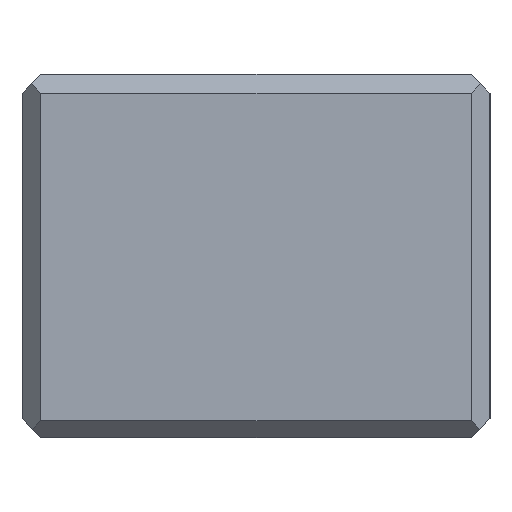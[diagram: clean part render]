
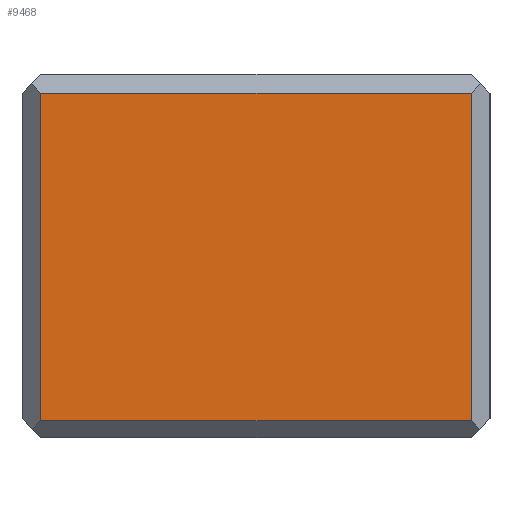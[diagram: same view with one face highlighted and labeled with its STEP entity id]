
A CAD part, left-side view. The second image highlights one B-rep face of the part: STEP entity #9468.
In plain terms, the highlighted planar face has unit normal (-1, 0, 0).
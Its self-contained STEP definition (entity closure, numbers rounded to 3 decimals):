
#609 = CARTESIAN_POINT ( 'NONE',  ( -20.25, 25., 8.75 ) ) ;
#683 = VERTEX_POINT ( 'NONE', #964 ) ;
#964 = CARTESIAN_POINT ( 'NONE',  ( -20.25, 1., -8.75 ) ) ;
#1280 = LINE ( 'NONE', #1466, #8933 ) ;
#1466 = CARTESIAN_POINT ( 'NONE',  ( -20.25, 25., -8.75 ) ) ;
#1986 = VERTEX_POINT ( 'NONE', #6848 ) ;
#2353 = ORIENTED_EDGE ( 'NONE', *, *, #11730, .T. ) ;
#2629 = DIRECTION ( 'NONE',  ( 0., 0., 1. ) ) ;
#3175 = PLANE ( 'NONE',  #15428 ) ;
#3566 = ORIENTED_EDGE ( 'NONE', *, *, #3733, .T. ) ;
#3594 = DIRECTION ( 'NONE',  ( 0., 1., 0. ) ) ;
#3733 = EDGE_CURVE ( 'NONE', #1986, #13706, #3750, .T. ) ;
#3750 = LINE ( 'NONE', #13173, #15584 ) ;
#4583 = FACE_OUTER_BOUND ( 'NONE', #16110, .T. ) ;
#5028 = EDGE_CURVE ( 'NONE', #13706, #683, #1280, .T. ) ;
#6815 = DIRECTION ( 'NONE',  ( 0., -1., 0. ) ) ;
#6848 = CARTESIAN_POINT ( 'NONE',  ( -20.25, 24., 8.75 ) ) ;
#8539 = CARTESIAN_POINT ( 'NONE',  ( -20.25, 25., -8.75 ) ) ;
#8737 = CARTESIAN_POINT ( 'NONE',  ( -20.25, 24., -8.75 ) ) ;
#8933 = VECTOR ( 'NONE', #6815, 1000. ) ;
#9130 = DIRECTION ( 'NONE',  ( 0., 0., -1. ) ) ;
#9468 = ADVANCED_FACE ( 'NONE', ( #4583 ), #3175, .F. ) ;
#9847 = ORIENTED_EDGE ( 'NONE', *, *, #5028, .T. ) ;
#10547 = LINE ( 'NONE', #10718, #12477 ) ;
#10718 = CARTESIAN_POINT ( 'NONE',  ( -20.25, 1., -8.75 ) ) ;
#11730 = EDGE_CURVE ( 'NONE', #12175, #1986, #14059, .T. ) ;
#11837 = VECTOR ( 'NONE', #12735, 1000. ) ;
#12175 = VERTEX_POINT ( 'NONE', #17038 ) ;
#12477 = VECTOR ( 'NONE', #2629, 1000. ) ;
#12735 = DIRECTION ( 'NONE',  ( 0., 1., 0. ) ) ;
#13173 = CARTESIAN_POINT ( 'NONE',  ( -20.25, 24., -8.75 ) ) ;
#13235 = EDGE_CURVE ( 'NONE', #683, #12175, #10547, .T. ) ;
#13706 = VERTEX_POINT ( 'NONE', #8737 ) ;
#13915 = DIRECTION ( 'NONE',  ( 1., 0., 0. ) ) ;
#14059 = LINE ( 'NONE', #609, #11837 ) ;
#15183 = ORIENTED_EDGE ( 'NONE', *, *, #13235, .T. ) ;
#15428 = AXIS2_PLACEMENT_3D ( 'NONE', #8539, #13915, #3594 ) ;
#15584 = VECTOR ( 'NONE', #9130, 1000. ) ;
#16110 = EDGE_LOOP ( 'NONE', ( #15183, #2353, #3566, #9847 ) ) ;
#17038 = CARTESIAN_POINT ( 'NONE',  ( -20.25, 1., 8.75 ) ) ;
